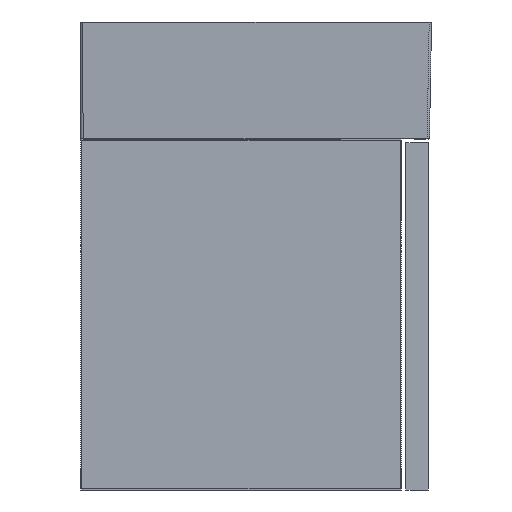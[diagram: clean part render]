
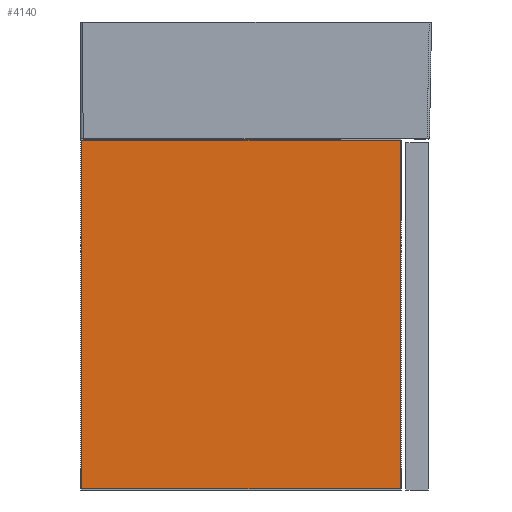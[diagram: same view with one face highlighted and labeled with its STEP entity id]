
A CAD part, left-side view. The second image highlights one B-rep face of the part: STEP entity #4140.
In plain terms, the highlighted planar face has unit normal (-1, 0, 0).
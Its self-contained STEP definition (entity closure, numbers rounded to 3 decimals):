
#445=FACE_OUTER_BOUND('',#698,.T.);
#698=EDGE_LOOP('',(#3153,#3154,#3155,#3156));
#1094=LINE('',#6168,#1512);
#1098=LINE('',#6176,#1516);
#1101=LINE('',#6182,#1519);
#1104=LINE('',#6187,#1522);
#1512=VECTOR('',#5073,1.);
#1516=VECTOR('',#5079,1.);
#1519=VECTOR('',#5084,1.);
#1522=VECTOR('',#5089,1.);
#1854=VERTEX_POINT('',#6166);
#1855=VERTEX_POINT('',#6167);
#1858=VERTEX_POINT('',#6175);
#1860=VERTEX_POINT('',#6181);
#2307=EDGE_CURVE('',#1854,#1855,#1094,.T.);
#2311=EDGE_CURVE('',#1858,#1854,#1098,.T.);
#2314=EDGE_CURVE('',#1860,#1858,#1101,.T.);
#2317=EDGE_CURVE('',#1855,#1860,#1104,.T.);
#3153=ORIENTED_EDGE('',*,*,#2307,.T.);
#3154=ORIENTED_EDGE('',*,*,#2317,.T.);
#3155=ORIENTED_EDGE('',*,*,#2314,.T.);
#3156=ORIENTED_EDGE('',*,*,#2311,.T.);
#3984=PLANE('',#4450);
#4140=ADVANCED_FACE('',(#445),#3984,.F.);
#4450=AXIS2_PLACEMENT_3D('',#6190,#5093,#5094);
#5073=DIRECTION('',(0.,1.,0.));
#5079=DIRECTION('',(0.,0.,1.));
#5084=DIRECTION('',(0.,-1.,0.));
#5089=DIRECTION('',(0.,0.,-1.));
#5093=DIRECTION('center_axis',(1.,0.,0.));
#5094=DIRECTION('ref_axis',(0.,0.,-1.));
#6166=CARTESIAN_POINT('',(0.,-273.,299.));
#6167=CARTESIAN_POINT('',(0.,-1.,299.));
#6168=CARTESIAN_POINT('',(0.,-205.,299.));
#6175=CARTESIAN_POINT('',(0.,-273.,1.));
#6176=CARTESIAN_POINT('',(0.,-273.,75.5));
#6181=CARTESIAN_POINT('',(0.,-1.,1.));
#6182=CARTESIAN_POINT('',(0.,-69.,1.));
#6187=CARTESIAN_POINT('',(0.,-1.,224.5));
#6190=CARTESIAN_POINT('Origin',(0.,-137.,150.));
